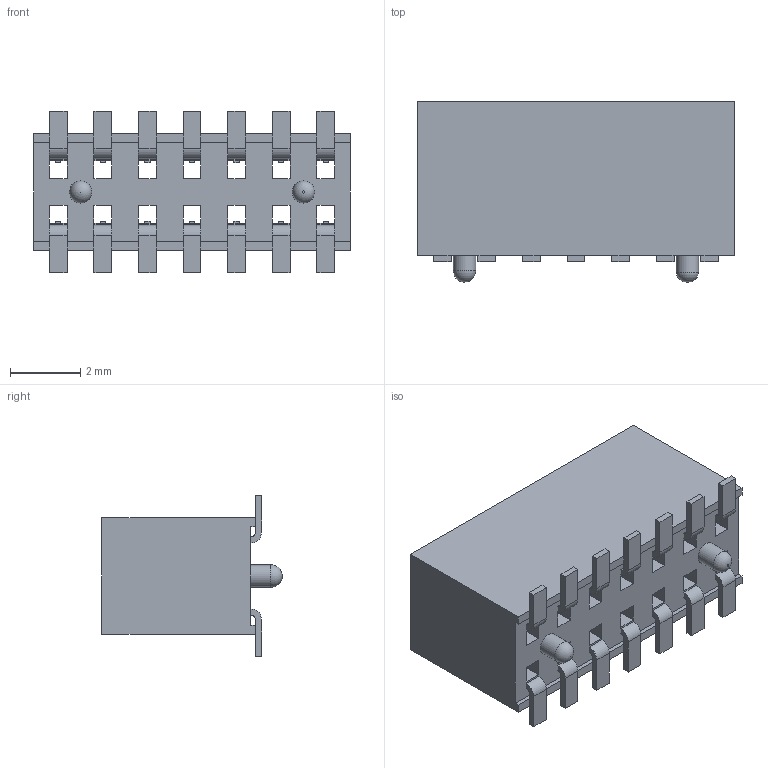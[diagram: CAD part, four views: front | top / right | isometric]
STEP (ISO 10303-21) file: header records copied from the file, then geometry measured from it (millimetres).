
FILE_DESCRIPTION(/* description */ ('STEP AP214'),/* implementation_level */ '2;1');
FILE_NAME(/* name */ 'FLE-107-01-G-DV-A',/* time_stamp */ '2022-09-14T13:25:51+02:00',/* author */ ('License CC BY-ND 4.0'),/* organization */ ('CADENAS'),/* preprocessor_version */ 'ST-DEVELOPER v18.102',/* originating_system */ 'PARTsolutions',/* authorisation */ ' ');
FILE_SCHEMA (('AUTOMOTIVE_DESIGN {1 0 10303 214 3 1 1}'));
Length unit declared in the file: inch
Products named in the file (3): FLE-107-01-G-DV-A; C-96-01-07-DV; FLE-107-01-DV-A_socket
Assembly tree (2 placements, depth 2):
  FLE-107-01-G-DV-A
    C-96-01-07-DV
    FLE-107-01-DV-A_socket
Bounding box: 9 x 5.13 x 4.59 mm (x, y, z)
Volume: 147.2 mm3; surface area: 568.3 mm2
Topology: 2 solids, 2 shells, 375 faces, 1035 edges, 671 vertices
Faces by surface type: plane 331, cylinder 42, torus 1, sphere 1
Full cylindrical faces by diameter (mm): 0.381 x6, 0.508 x6, 0.635 x2
Entity records: 11814 total; most frequent: CARTESIAN_POINT 2064, ORIENTED_EDGE 2034, DIRECTION 1858, EDGE_CURVE 1017, LINE 932, VECTOR 932, VERTEX_POINT 669, EDGE_LOOP 466
